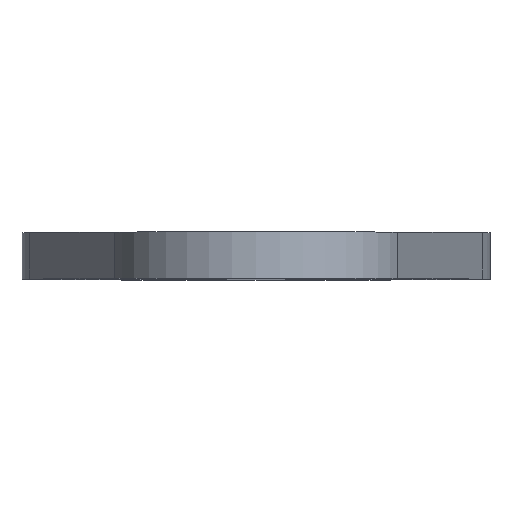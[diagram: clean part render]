
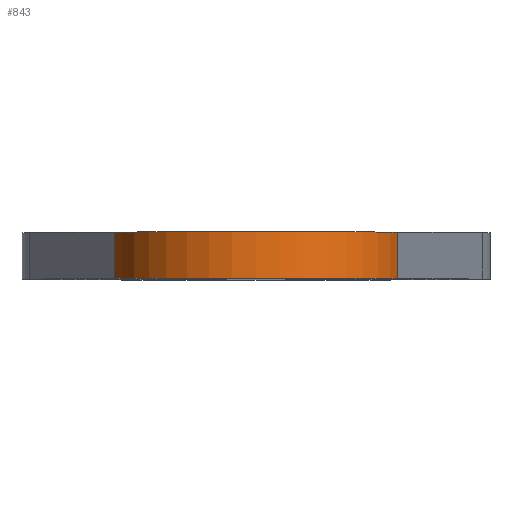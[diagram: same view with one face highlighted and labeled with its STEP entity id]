
A CAD part, top view. The second image highlights one B-rep face of the part: STEP entity #843.
In plain terms, the highlighted cylindrical face has radius 10 mm (diameter 20 mm), a partial arc.
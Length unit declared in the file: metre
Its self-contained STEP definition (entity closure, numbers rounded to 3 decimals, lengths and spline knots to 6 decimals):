
#24=CYLINDRICAL_SURFACE('',#959,0.01);
#79=LINE('',#1457,#143);
#80=LINE('',#1459,#144);
#143=VECTOR('',#1174,1.);
#144=VECTOR('',#1177,1.);
#298=ORIENTED_EDGE('',*,*,#506,.T.);
#299=ORIENTED_EDGE('',*,*,#476,.T.);
#300=ORIENTED_EDGE('',*,*,#507,.F.);
#301=ORIENTED_EDGE('',*,*,#429,.F.);
#429=EDGE_CURVE('',#550,#551,#630,.T.);
#476=EDGE_CURVE('',#587,#597,#658,.T.);
#506=EDGE_CURVE('',#550,#587,#79,.T.);
#507=EDGE_CURVE('',#551,#597,#80,.T.);
#550=VERTEX_POINT('',#1297);
#551=VERTEX_POINT('',#1299);
#587=VERTEX_POINT('',#1372);
#597=VERTEX_POINT('',#1392);
#630=CIRCLE('',#899,0.01);
#658=CIRCLE('',#928,0.01);
#710=EDGE_LOOP('',(#298,#299,#300,#301));
#778=FACE_BOUND('',#710,.T.);
#843=ADVANCED_FACE('',(#778),#24,.T.);
#899=AXIS2_PLACEMENT_3D('',#1298,#1022,#1023);
#928=AXIS2_PLACEMENT_3D('',#1393,#1099,#1100);
#959=AXIS2_PLACEMENT_3D('',#1458,#1175,#1176);
#1022=DIRECTION('',(0.,-1.,0.));
#1023=DIRECTION('',(0.,0.,-1.));
#1099=DIRECTION('',(0.,-1.,0.));
#1100=DIRECTION('',(0.,0.,-1.));
#1174=DIRECTION('',(0.,1.,0.));
#1175=DIRECTION('',(0.,1.,0.));
#1176=DIRECTION('',(0.,0.,1.));
#1177=DIRECTION('',(0.,1.,0.));
#1297=CARTESIAN_POINT('',(0.009682,-0.043975,0.0505));
#1298=CARTESIAN_POINT('',(0.,-0.043975,0.048));
#1299=CARTESIAN_POINT('',(-0.009682,-0.043975,0.0505));
#1372=CARTESIAN_POINT('',(0.009682,-0.0408,0.0505));
#1392=CARTESIAN_POINT('',(-0.009682,-0.0408,0.0505));
#1393=CARTESIAN_POINT('',(0.,-0.0408,0.048));
#1457=CARTESIAN_POINT('',(0.009682,-0.228369,0.0505));
#1458=CARTESIAN_POINT('',(0.,-0.228369,0.048));
#1459=CARTESIAN_POINT('',(-0.009682,-0.228369,0.0505));
